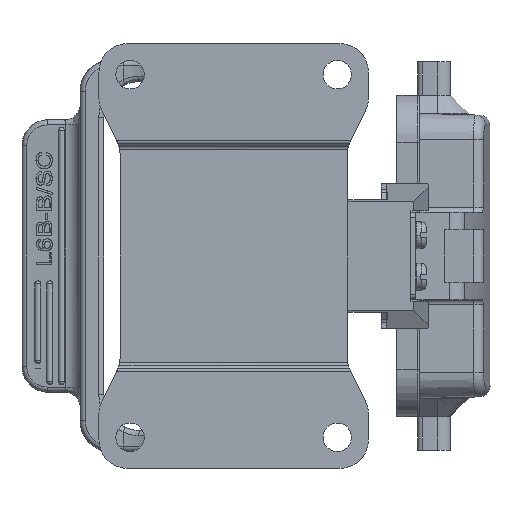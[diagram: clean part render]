
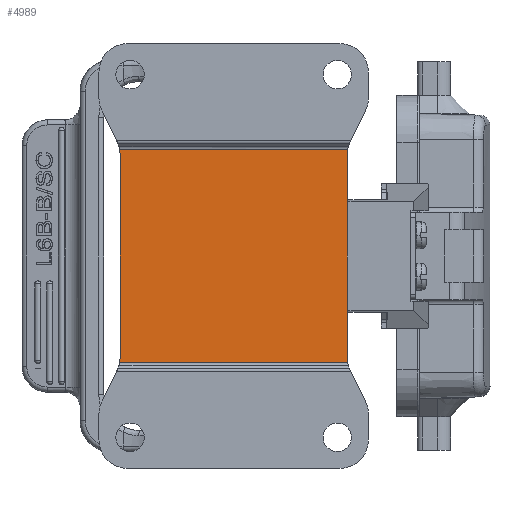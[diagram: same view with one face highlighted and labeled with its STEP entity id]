
A CAD part, front view. The second image highlights one B-rep face of the part: STEP entity #4989.
In plain terms, the highlighted planar face has unit normal (0, -1, 0).
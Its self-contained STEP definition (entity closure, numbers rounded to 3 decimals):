
#1097=B_SPLINE_CURVE_WITH_KNOTS('',3,(#61488,#61489,#61490,#61491),
 .UNSPECIFIED.,.F.,.F.,(4,4),(0.,1.),.UNSPECIFIED.);
#1272=B_SPLINE_CURVE_WITH_KNOTS('',3,(#65577,#65578,#65579,#65580),
 .UNSPECIFIED.,.F.,.F.,(4,4),(0.,1.),.UNSPECIFIED.);
#1287=B_SPLINE_CURVE_WITH_KNOTS('',3,(#65719,#65720,#65721,#65722),
 .UNSPECIFIED.,.F.,.F.,(4,4),(0.,1.),.UNSPECIFIED.);
#1317=B_SPLINE_CURVE_WITH_KNOTS('',3,(#66016,#66017,#66018,#66019),
 .UNSPECIFIED.,.F.,.F.,(4,4),(0.,1.),.UNSPECIFIED.);
#3623=PLANE('',#36338);
#4989=ADVANCED_FACE('',(#7711),#3623,.F.);
#7711=FACE_OUTER_BOUND('',#9671,.T.);
#9671=EDGE_LOOP('',(#16934,#16935,#16936,#16937,#16938,#16939,#16940,#16941));
#16934=ORIENTED_EDGE('',*,*,#27060,.F.);
#16935=ORIENTED_EDGE('',*,*,#27888,.F.);
#16936=ORIENTED_EDGE('',*,*,#27886,.T.);
#16937=ORIENTED_EDGE('',*,*,#27911,.T.);
#16938=ORIENTED_EDGE('',*,*,#27805,.F.);
#16939=ORIENTED_EDGE('',*,*,#27799,.F.);
#16940=ORIENTED_EDGE('',*,*,#27783,.T.);
#16941=ORIENTED_EDGE('',*,*,#27910,.T.);
#23151=VERTEX_POINT('',#61487);
#23152=VERTEX_POINT('',#61492);
#23631=VERTEX_POINT('',#65576);
#23632=VERTEX_POINT('',#65581);
#23644=VERTEX_POINT('',#65685);
#23647=VERTEX_POINT('',#65723);
#23688=VERTEX_POINT('',#66015);
#23689=VERTEX_POINT('',#66020);
#27060=EDGE_CURVE('',#23151,#23152,#1097,.T.);
#27783=EDGE_CURVE('',#23632,#23631,#1272,.T.);
#27799=EDGE_CURVE('',#23632,#23644,#31489,.T.);
#27805=EDGE_CURVE('',#23644,#23647,#1287,.T.);
#27886=EDGE_CURVE('',#23689,#23688,#1317,.T.);
#27888=EDGE_CURVE('',#23689,#23151,#31517,.T.);
#27910=EDGE_CURVE('',#23631,#23152,#31526,.T.);
#27911=EDGE_CURVE('',#23688,#23647,#31527,.T.);
#31489=LINE('',#65684,#33749);
#31517=LINE('',#66023,#33777);
#31526=LINE('',#66154,#33786);
#31527=LINE('',#66156,#33787);
#33749=VECTOR('',#41790,1.);
#33777=VECTOR('',#41952,1.);
#33786=VECTOR('',#41989,1.);
#33787=VECTOR('',#41992,1.);
#36338=AXIS2_PLACEMENT_3D('',#66157,#41993,#41994);
#41790=DIRECTION('',(0.,0.,-1.));
#41952=DIRECTION('',(0.,0.,1.));
#41989=DIRECTION('',(-1.,0.,0.));
#41992=DIRECTION('',(1.,0.,0.));
#41993=DIRECTION('',(0.,1.,0.));
#41994=DIRECTION('',(0.,0.,1.));
#61487=CARTESIAN_POINT('',(-21.941,-25.75,19.749));
#61488=CARTESIAN_POINT('',(-21.941,-25.75,19.749));
#61489=CARTESIAN_POINT('',(-21.941,-25.75,20.025));
#61490=CARTESIAN_POINT('',(-21.964,-25.75,20.3));
#61491=CARTESIAN_POINT('',(-22.009,-25.75,20.572));
#61492=CARTESIAN_POINT('',(-22.009,-25.75,20.572));
#65576=CARTESIAN_POINT('',(22.009,-25.75,20.572));
#65577=CARTESIAN_POINT('',(21.941,-25.75,19.749));
#65578=CARTESIAN_POINT('',(21.941,-25.75,20.025));
#65579=CARTESIAN_POINT('',(21.963,-25.75,20.3));
#65580=CARTESIAN_POINT('',(22.009,-25.75,20.572));
#65581=CARTESIAN_POINT('',(21.941,-25.75,19.749));
#65684=CARTESIAN_POINT('',(21.941,-25.75,19.749));
#65685=CARTESIAN_POINT('',(21.941,-25.75,-19.749));
#65719=CARTESIAN_POINT('',(21.941,-25.75,-19.749));
#65720=CARTESIAN_POINT('',(21.941,-25.75,-20.025));
#65721=CARTESIAN_POINT('',(21.964,-25.75,-20.3));
#65722=CARTESIAN_POINT('',(22.009,-25.75,-20.572));
#65723=CARTESIAN_POINT('',(22.009,-25.75,-20.572));
#66015=CARTESIAN_POINT('',(-22.009,-25.75,-20.572));
#66016=CARTESIAN_POINT('',(-21.941,-25.75,-19.749));
#66017=CARTESIAN_POINT('',(-21.941,-25.75,-20.025));
#66018=CARTESIAN_POINT('',(-21.963,-25.75,-20.3));
#66019=CARTESIAN_POINT('',(-22.009,-25.75,-20.572));
#66020=CARTESIAN_POINT('',(-21.941,-25.75,-19.749));
#66023=CARTESIAN_POINT('',(-21.941,-25.75,-19.749));
#66154=CARTESIAN_POINT('',(22.009,-25.75,20.572));
#66156=CARTESIAN_POINT('',(-22.009,-25.75,-20.572));
#66157=CARTESIAN_POINT('',(-47.,-25.75,20.904));
